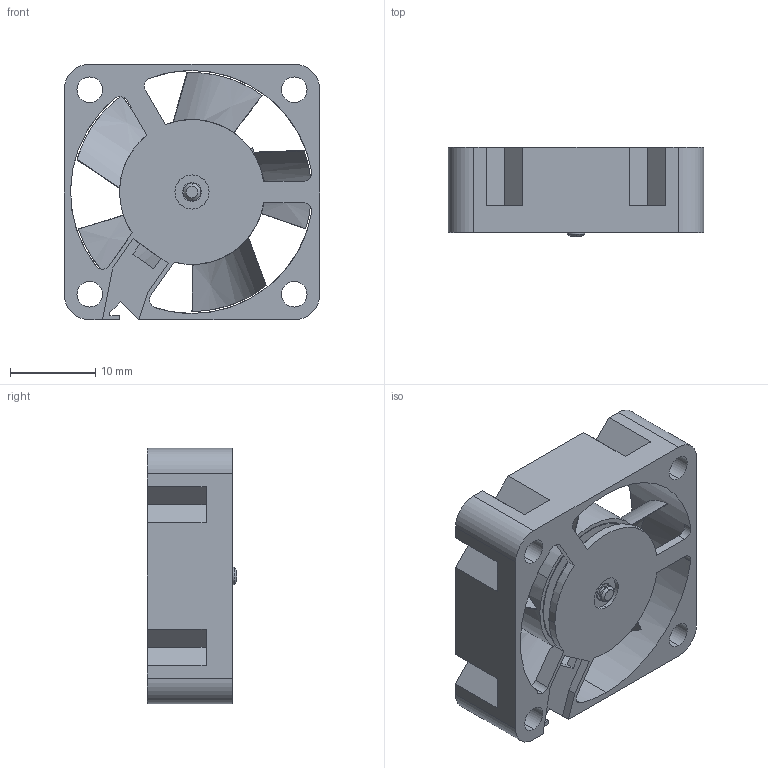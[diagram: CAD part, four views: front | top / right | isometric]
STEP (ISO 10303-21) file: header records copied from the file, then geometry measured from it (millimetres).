
FILE_DESCRIPTION (( 'STEP AP214' ), '1' );
FILE_NAME ('assembled cooler 3010 12-24v.STEP', '2024-02-08T23:29:41', ( 'admin' ), ( '' ), 'SwSTEP 2.0', 'SolidWorks 2023', '' );
FILE_SCHEMA (( 'AUTOMOTIVE_DESIGN' ));
Length unit declared in the file: millimetre
Products named in the file (6): pin; impeller; bushing; assembled cooler 3010 12-24v; corps 3010; plate_electronic
Assembly tree (5 placements, depth 2):
  assembled cooler 3010 12-24v
    corps 3010
    plate_electronic
    bushing
    impeller
    pin
Bounding box: 30 x 10.5 x 30 mm (x, y, z)
Volume: 3646.5 mm3; surface area: 7852.5 mm2
Topology: 28 solids, 28 shells, 582 faces, 1443 edges, 925 vertices
Faces by surface type: plane 303, cylinder 217, torus 32, bspline 20, cone 10
Entity records: 18834 total; most frequent: CARTESIAN_POINT 4381, DIRECTION 2957, ORIENTED_EDGE 2886, EDGE_CURVE 1443, AXIS2_PLACEMENT_3D 1038, VERTEX_POINT 925, LINE 881, VECTOR 881
